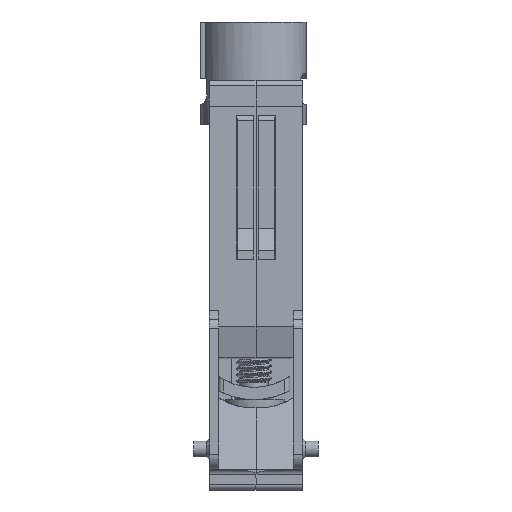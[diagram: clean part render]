
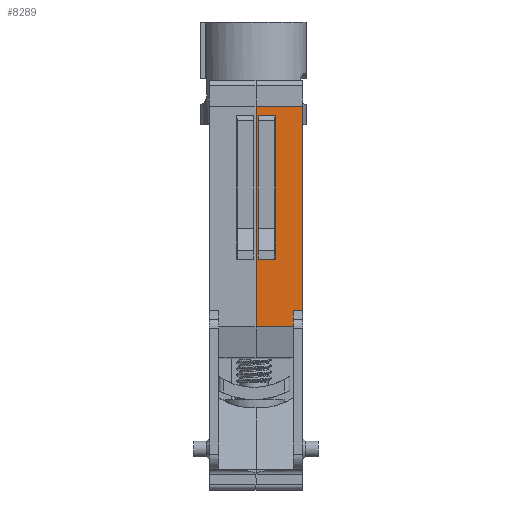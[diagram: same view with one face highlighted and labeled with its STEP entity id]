
A CAD part, left-side view. The second image highlights one B-rep face of the part: STEP entity #8289.
In plain terms, the highlighted planar face has unit normal (-1, 0, 0).
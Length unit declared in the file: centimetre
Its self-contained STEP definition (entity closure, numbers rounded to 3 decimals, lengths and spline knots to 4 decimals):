
#270=FACE_BOUND('',#1169,.T.);
#689=FACE_OUTER_BOUND('',#1168,.T.);
#1168=EDGE_LOOP('',(#6343,#6344,#6345,#6346,#6347,#6348));
#1169=EDGE_LOOP('',(#6349,#6350,#6351,#6352));
#1719=LINE('',#12039,#2619);
#1882=LINE('',#14537,#2782);
#1934=LINE('',#14683,#2834);
#1948=LINE('',#14718,#2848);
#1982=LINE('',#14802,#2882);
#1991=LINE('',#14823,#2891);
#2023=LINE('',#14886,#2923);
#2024=LINE('',#14888,#2924);
#2025=LINE('',#14889,#2925);
#2026=LINE('',#14890,#2926);
#2619=VECTOR('',#9632,0.1614);
#2782=VECTOR('',#9935,1.99);
#2834=VECTOR('',#10065,1.4);
#2848=VECTOR('',#10093,0.17);
#2882=VECTOR('',#10173,1.4);
#2891=VECTOR('',#10202,0.365);
#2923=VECTOR('',#10276,0.455);
#2924=VECTOR('',#10279,2.1514);
#2925=VECTOR('',#10280,0.09);
#2926=VECTOR('',#10281,0.17);
#3504=VERTEX_POINT('',#12036);
#3505=VERTEX_POINT('',#12038);
#3672=VERTEX_POINT('',#14535);
#3673=VERTEX_POINT('',#14536);
#3727=VERTEX_POINT('',#14680);
#3728=VERTEX_POINT('',#14682);
#3742=VERTEX_POINT('',#14717);
#3769=VERTEX_POINT('',#14801);
#3771=VERTEX_POINT('',#14822);
#3781=VERTEX_POINT('',#14884);
#4357=EDGE_CURVE('',#3504,#3505,#1719,.T.);
#4569=EDGE_CURVE('',#3672,#3673,#1882,.T.);
#4643=EDGE_CURVE('',#3727,#3728,#1934,.T.);
#4660=EDGE_CURVE('',#3728,#3742,#1948,.T.);
#4703=EDGE_CURVE('',#3742,#3769,#1982,.T.);
#4712=EDGE_CURVE('',#3771,#3505,#1991,.T.);
#4745=EDGE_CURVE('',#3673,#3781,#2023,.T.);
#4746=EDGE_CURVE('',#3771,#3781,#2024,.T.);
#4747=EDGE_CURVE('',#3672,#3504,#2025,.T.);
#4748=EDGE_CURVE('',#3727,#3769,#2026,.T.);
#6343=ORIENTED_EDGE('',*,*,#4569,.T.);
#6344=ORIENTED_EDGE('',*,*,#4745,.T.);
#6345=ORIENTED_EDGE('',*,*,#4746,.F.);
#6346=ORIENTED_EDGE('',*,*,#4712,.T.);
#6347=ORIENTED_EDGE('',*,*,#4357,.F.);
#6348=ORIENTED_EDGE('',*,*,#4747,.F.);
#6349=ORIENTED_EDGE('',*,*,#4748,.T.);
#6350=ORIENTED_EDGE('',*,*,#4703,.F.);
#6351=ORIENTED_EDGE('',*,*,#4660,.F.);
#6352=ORIENTED_EDGE('',*,*,#4643,.F.);
#7915=PLANE('',#8842);
#8289=ADVANCED_FACE('',(#689,#270),#7915,.T.);
#8842=AXIS2_PLACEMENT_3D('',#14887,#10277,#10278);
#9632=DIRECTION('',(0.,0.,-1.));
#9935=DIRECTION('',(0.,0.,1.));
#10065=DIRECTION('',(0.,0.,1.));
#10093=DIRECTION('',(0.,1.,0.));
#10173=DIRECTION('',(0.,0.,-1.));
#10202=DIRECTION('',(0.,-1.,0.));
#10276=DIRECTION('',(0.,1.,0.));
#10277=DIRECTION('center_axis',(-1.,0.,0.));
#10278=DIRECTION('ref_axis',(0.,-1.,0.));
#10279=DIRECTION('',(0.,0.,1.));
#10280=DIRECTION('',(0.,1.,0.));
#10281=DIRECTION('',(0.,1.,0.));
#12036=CARTESIAN_POINT('',(-1.6395,-0.5225,-1.1788));
#12038=CARTESIAN_POINT('',(-1.6395,-0.5225,-1.3403));
#12039=CARTESIAN_POINT('',(-1.6395,-0.5225,-1.1788));
#14535=CARTESIAN_POINT('',(-1.6395,-0.6125,-1.1788));
#14536=CARTESIAN_POINT('',(-1.6395,-0.6125,0.8112));
#14537=CARTESIAN_POINT('',(-1.6395,-0.6125,-1.1788));
#14680=CARTESIAN_POINT('',(-1.6395,-0.3475,-0.6788));
#14682=CARTESIAN_POINT('',(-1.6395,-0.3475,0.7212));
#14683=CARTESIAN_POINT('',(-1.6395,-0.3475,-0.6788));
#14717=CARTESIAN_POINT('',(-1.6395,-0.1775,0.7212));
#14718=CARTESIAN_POINT('',(-1.6395,-0.6125,0.7212));
#14801=CARTESIAN_POINT('',(-1.6395,-0.1775,-0.6788));
#14802=CARTESIAN_POINT('',(-1.6395,-0.1775,0.7212));
#14822=CARTESIAN_POINT('',(-1.6395,-0.1575,-1.3403));
#14823=CARTESIAN_POINT('',(-1.6395,-0.1575,-1.3403));
#14884=CARTESIAN_POINT('',(-1.6395,-0.1575,0.8112));
#14886=CARTESIAN_POINT('',(-1.6395,-0.6125,0.8112));
#14887=CARTESIAN_POINT('Origin',(-1.6395,-0.6125,0.8112));
#14888=CARTESIAN_POINT('',(-1.6395,-0.1575,0.8112));
#14889=CARTESIAN_POINT('',(-1.6395,-0.6125,-1.1788));
#14890=CARTESIAN_POINT('',(-1.6395,-0.6125,-0.6788));
